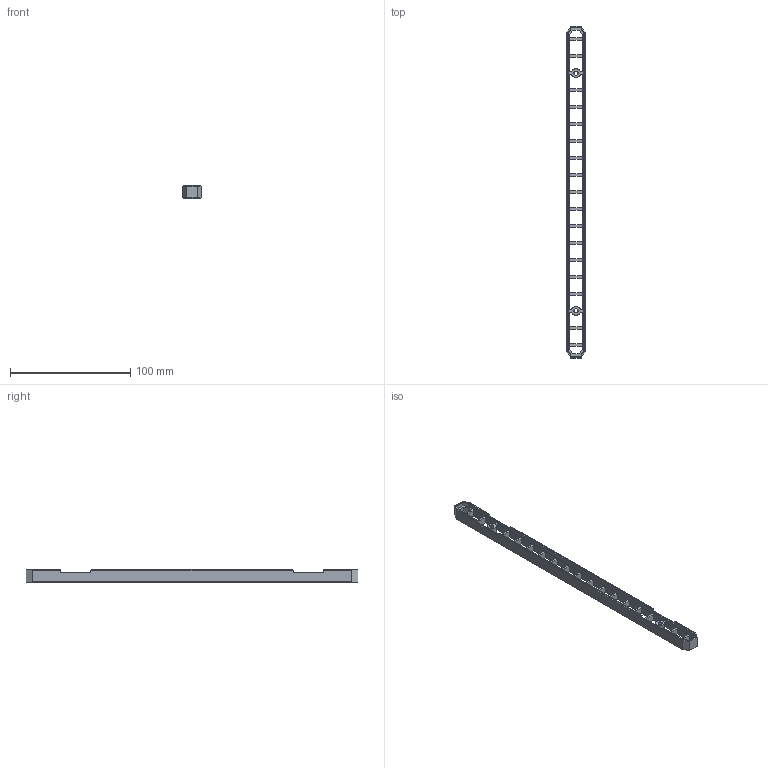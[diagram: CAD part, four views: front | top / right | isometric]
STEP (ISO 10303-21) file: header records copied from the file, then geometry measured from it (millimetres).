
FILE_DESCRIPTION(/* description */ ('Unknown'),/* implementation_level */ '2;1');
FILE_NAME(/* name */ 'Shade Body for Daylight Stick -- screw holes -- V4',/* time_stamp */ '2024-05-15T10:14:52-04:00',/* author */ ('Unknown'),/* organization */ ('Unknown'),/* preprocessor_version */ 'ST-DEVELOPER v19.4',/* originating_system */ 'Solid Edge',/* authorisation */ 'Unknown');
FILE_SCHEMA (('AUTOMOTIVE_DESIGN {1 0 10303 214 3 1 1}'));
Length unit declared in the file: millimetre
Products named in the file (1): Shade Body for Daylight Stick -- screw holes -- V4
Bounding box: 15 x 276 x 10 mm (x, y, z)
Volume: 14201 mm3; surface area: 15972 mm2
Topology: 1 solids, 1 shells, 253 faces, 744 edges, 476 vertices
Faces by surface type: plane 241, cylinder 6, cone 6
Full cylindrical faces by diameter (mm): 3.4 x2
Entity records: 8264 total; most frequent: CARTESIAN_POINT 1490, ORIENTED_EDGE 1476, DIRECTION 1256, EDGE_CURVE 738, LINE 712, VECTOR 712, VERTEX_POINT 474, EDGE_LOOP 284
